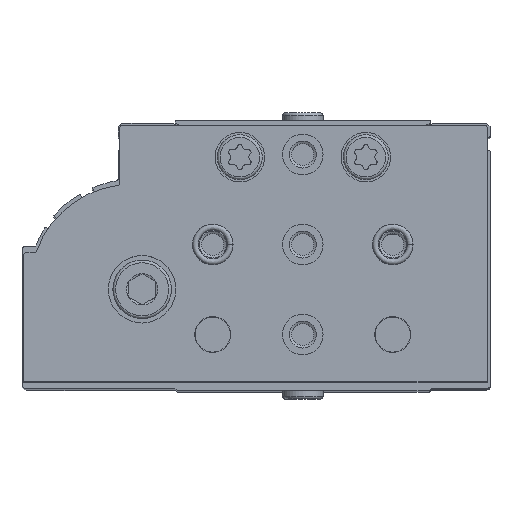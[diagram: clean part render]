
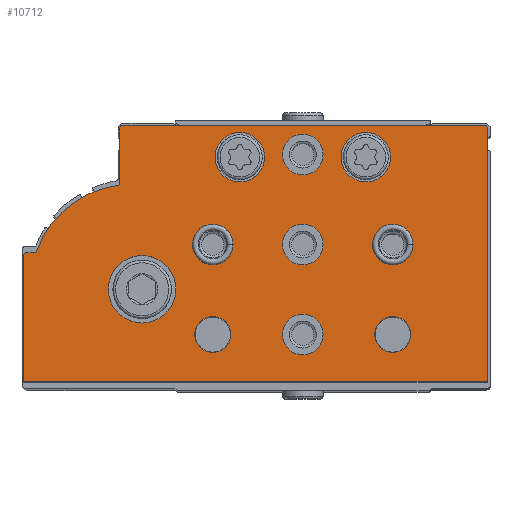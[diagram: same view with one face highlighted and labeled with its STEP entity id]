
A CAD part, top view. The second image highlights one B-rep face of the part: STEP entity #10712.
In plain terms, the highlighted face is planar.
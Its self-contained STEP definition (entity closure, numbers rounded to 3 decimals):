
#1094=LINE('',#17978,#1923);
#1096=LINE('',#17982,#1925);
#1098=LINE('',#17986,#1927);
#1101=LINE('',#17994,#1930);
#1106=LINE('',#18010,#1935);
#1109=LINE('',#18018,#1938);
#1923=VECTOR('',#14524,1000.);
#1925=VECTOR('',#14528,1000.);
#1927=VECTOR('',#14532,1000.);
#1930=VECTOR('',#14541,1000.);
#1935=VECTOR('',#14560,1000.);
#1938=VECTOR('',#14569,1000.);
#4151=ORIENTED_EDGE('',*,*,#6073,.T.);
#4152=ORIENTED_EDGE('',*,*,#6074,.T.);
#4153=ORIENTED_EDGE('',*,*,#6075,.T.);
#4154=ORIENTED_EDGE('',*,*,#6076,.T.);
#4155=ORIENTED_EDGE('',*,*,#6077,.T.);
#4156=ORIENTED_EDGE('',*,*,#6078,.T.);
#4157=ORIENTED_EDGE('',*,*,#6079,.T.);
#4158=ORIENTED_EDGE('',*,*,#6080,.T.);
#4159=ORIENTED_EDGE('',*,*,#6081,.T.);
#4160=ORIENTED_EDGE('',*,*,#6082,.T.);
#4161=ORIENTED_EDGE('',*,*,#6048,.F.);
#4162=ORIENTED_EDGE('',*,*,#6071,.F.);
#4163=ORIENTED_EDGE('',*,*,#6069,.F.);
#4164=ORIENTED_EDGE('',*,*,#6067,.F.);
#4165=ORIENTED_EDGE('',*,*,#6065,.T.);
#4166=ORIENTED_EDGE('',*,*,#6063,.F.);
#4167=ORIENTED_EDGE('',*,*,#6061,.T.);
#4168=ORIENTED_EDGE('',*,*,#6059,.F.);
#4169=ORIENTED_EDGE('',*,*,#6057,.F.);
#4170=ORIENTED_EDGE('',*,*,#6055,.F.);
#4171=ORIENTED_EDGE('',*,*,#6053,.F.);
#4172=ORIENTED_EDGE('',*,*,#6051,.F.);
#6048=EDGE_CURVE('',#7223,#7224,#7870,.T.);
#6051=EDGE_CURVE('',#7224,#7225,#1094,.T.);
#6053=EDGE_CURVE('',#7225,#7226,#1096,.T.);
#6055=EDGE_CURVE('',#7226,#7227,#1098,.T.);
#6057=EDGE_CURVE('',#7227,#7228,#7871,.T.);
#6059=EDGE_CURVE('',#7228,#7229,#1101,.T.);
#6061=EDGE_CURVE('',#7230,#7229,#7872,.T.);
#6063=EDGE_CURVE('',#7230,#7231,#7873,.T.);
#6065=EDGE_CURVE('',#7232,#7231,#7874,.T.);
#6067=EDGE_CURVE('',#7232,#7233,#1106,.T.);
#6069=EDGE_CURVE('',#7233,#7234,#7875,.T.);
#6071=EDGE_CURVE('',#7234,#7223,#1109,.T.);
#6073=EDGE_CURVE('',#7235,#7235,#7876,.T.);
#6074=EDGE_CURVE('',#7236,#7236,#7877,.T.);
#6075=EDGE_CURVE('',#7237,#7237,#7878,.T.);
#6076=EDGE_CURVE('',#7238,#7238,#7879,.T.);
#6077=EDGE_CURVE('',#7239,#7239,#7880,.T.);
#6078=EDGE_CURVE('',#7240,#7240,#7881,.T.);
#6079=EDGE_CURVE('',#7241,#7241,#7882,.T.);
#6080=EDGE_CURVE('',#7242,#7242,#7883,.T.);
#6081=EDGE_CURVE('',#7243,#7243,#7884,.T.);
#6082=EDGE_CURVE('',#7244,#7244,#7885,.T.);
#7223=VERTEX_POINT('',#17973);
#7224=VERTEX_POINT('',#17974);
#7225=VERTEX_POINT('',#17979);
#7226=VERTEX_POINT('',#17983);
#7227=VERTEX_POINT('',#17987);
#7228=VERTEX_POINT('',#17991);
#7229=VERTEX_POINT('',#17995);
#7230=VERTEX_POINT('',#17999);
#7231=VERTEX_POINT('',#18003);
#7232=VERTEX_POINT('',#18007);
#7233=VERTEX_POINT('',#18011);
#7234=VERTEX_POINT('',#18015);
#7235=VERTEX_POINT('',#18022);
#7236=VERTEX_POINT('',#18024);
#7237=VERTEX_POINT('',#18026);
#7238=VERTEX_POINT('',#18028);
#7239=VERTEX_POINT('',#18030);
#7240=VERTEX_POINT('',#18032);
#7241=VERTEX_POINT('',#18034);
#7242=VERTEX_POINT('',#18036);
#7243=VERTEX_POINT('',#18038);
#7244=VERTEX_POINT('',#18040);
#7870=CIRCLE('',#11820,0.5);
#7871=CIRCLE('',#11825,0.5);
#7872=CIRCLE('',#11828,0.5);
#7873=CIRCLE('',#11830,22.5);
#7874=CIRCLE('',#11832,0.5);
#7875=CIRCLE('',#11835,0.5);
#7876=CIRCLE('',#11838,7.5);
#7877=CIRCLE('',#11839,4.5);
#7878=CIRCLE('',#11840,5.5);
#7879=CIRCLE('',#11841,5.5);
#7880=CIRCLE('',#11842,4.5);
#7881=CIRCLE('',#11843,4.5);
#7882=CIRCLE('',#11844,4.5);
#7883=CIRCLE('',#11845,4.);
#7884=CIRCLE('',#11846,4.5);
#7885=CIRCLE('',#11847,4.);
#8667=EDGE_LOOP('',(#4151));
#8668=EDGE_LOOP('',(#4152));
#8669=EDGE_LOOP('',(#4153));
#8670=EDGE_LOOP('',(#4154));
#8671=EDGE_LOOP('',(#4155));
#8672=EDGE_LOOP('',(#4156));
#8673=EDGE_LOOP('',(#4157));
#8674=EDGE_LOOP('',(#4158));
#8675=EDGE_LOOP('',(#4159));
#8676=EDGE_LOOP('',(#4160));
#8677=EDGE_LOOP('',(#4161,#4162,#4163,#4164,#4165,#4166,#4167,#4168,#4169,
#4170,#4171,#4172));
#9607=FACE_BOUND('',#8667,.T.);
#9608=FACE_BOUND('',#8668,.T.);
#9609=FACE_BOUND('',#8669,.T.);
#9610=FACE_BOUND('',#8670,.T.);
#9611=FACE_BOUND('',#8671,.T.);
#9612=FACE_BOUND('',#8672,.T.);
#9613=FACE_BOUND('',#8673,.T.);
#9614=FACE_BOUND('',#8674,.T.);
#9615=FACE_BOUND('',#8675,.T.);
#9616=FACE_BOUND('',#8676,.T.);
#9617=FACE_BOUND('',#8677,.T.);
#10192=PLANE('',#11837);
#10712=ADVANCED_FACE('',(#9607,#9608,#9609,#9610,#9611,#9612,#9613,#9614,
#9615,#9616,#9617),#10192,.F.);
#11820=AXIS2_PLACEMENT_3D('',#17972,#14518,#14519);
#11825=AXIS2_PLACEMENT_3D('',#17990,#14536,#14537);
#11828=AXIS2_PLACEMENT_3D('',#17998,#14545,#14546);
#11830=AXIS2_PLACEMENT_3D('',#18002,#14550,#14551);
#11832=AXIS2_PLACEMENT_3D('',#18006,#14555,#14556);
#11835=AXIS2_PLACEMENT_3D('',#18014,#14564,#14565);
#11837=AXIS2_PLACEMENT_3D('',#18020,#14571,#14572);
#11838=AXIS2_PLACEMENT_3D('',#18021,#14573,#14574);
#11839=AXIS2_PLACEMENT_3D('',#18023,#14575,#14576);
#11840=AXIS2_PLACEMENT_3D('',#18025,#14577,#14578);
#11841=AXIS2_PLACEMENT_3D('',#18027,#14579,#14580);
#11842=AXIS2_PLACEMENT_3D('',#18029,#14581,#14582);
#11843=AXIS2_PLACEMENT_3D('',#18031,#14583,#14584);
#11844=AXIS2_PLACEMENT_3D('',#18033,#14585,#14586);
#11845=AXIS2_PLACEMENT_3D('',#18035,#14587,#14588);
#11846=AXIS2_PLACEMENT_3D('',#18037,#14589,#14590);
#11847=AXIS2_PLACEMENT_3D('',#18039,#14591,#14592);
#14518=DIRECTION('',(0.,0.,1.));
#14519=DIRECTION('',(1.,0.,0.));
#14524=DIRECTION('',(0.,-1.,0.));
#14528=DIRECTION('',(1.,0.,0.));
#14532=DIRECTION('',(0.,1.,0.));
#14536=DIRECTION('',(0.,0.,1.));
#14537=DIRECTION('',(1.,0.,0.));
#14541=DIRECTION('',(-1.,0.,0.));
#14545=DIRECTION('',(0.,0.,1.));
#14546=DIRECTION('',(1.,0.,0.));
#14550=DIRECTION('',(0.,0.,1.));
#14551=DIRECTION('',(1.,0.,0.));
#14555=DIRECTION('',(0.,0.,1.));
#14556=DIRECTION('',(1.,0.,0.));
#14560=DIRECTION('',(0.,1.,0.));
#14564=DIRECTION('',(0.,0.,1.));
#14565=DIRECTION('',(1.,0.,0.));
#14569=DIRECTION('',(-1.,0.,0.));
#14571=DIRECTION('',(0.,0.,1.));
#14572=DIRECTION('',(1.,0.,0.));
#14573=DIRECTION('',(0.,0.,1.));
#14574=DIRECTION('',(1.,0.,0.));
#14575=DIRECTION('',(0.,0.,1.));
#14576=DIRECTION('',(1.,0.,0.));
#14577=DIRECTION('',(0.,0.,1.));
#14578=DIRECTION('',(1.,0.,0.));
#14579=DIRECTION('',(0.,0.,1.));
#14580=DIRECTION('',(1.,0.,0.));
#14581=DIRECTION('',(0.,0.,1.));
#14582=DIRECTION('',(1.,0.,0.));
#14583=DIRECTION('',(0.,0.,1.));
#14584=DIRECTION('',(1.,0.,0.));
#14585=DIRECTION('',(0.,0.,1.));
#14586=DIRECTION('',(1.,0.,0.));
#14587=DIRECTION('',(0.,0.,1.));
#14588=DIRECTION('',(1.,0.,0.));
#14589=DIRECTION('',(0.,0.,1.));
#14590=DIRECTION('',(1.,0.,0.));
#14591=DIRECTION('',(0.,0.,1.));
#14592=DIRECTION('',(1.,0.,0.));
#17972=CARTESIAN_POINT('',(0.5,56.5,0.));
#17973=CARTESIAN_POINT('',(0.5,57.,0.));
#17974=CARTESIAN_POINT('',(0.,56.5,0.));
#17978=CARTESIAN_POINT('',(0.,56.5,0.));
#17979=CARTESIAN_POINT('',(0.,0.,0.));
#17982=CARTESIAN_POINT('',(0.,0.,0.));
#17983=CARTESIAN_POINT('',(103.,0.,0.));
#17986=CARTESIAN_POINT('',(103.,0.,0.));
#17987=CARTESIAN_POINT('',(103.,28.2,0.));
#17990=CARTESIAN_POINT('',(102.5,28.2,0.));
#17991=CARTESIAN_POINT('',(102.5,28.7,0.));
#17994=CARTESIAN_POINT('',(102.5,28.7,0.));
#17995=CARTESIAN_POINT('',(100.637,28.7,0.));
#17998=CARTESIAN_POINT('',(100.637,29.2,0.));
#17999=CARTESIAN_POINT('',(100.167,29.03,0.));
#18002=CARTESIAN_POINT('',(79.,21.4,0.));
#18003=CARTESIAN_POINT('',(82.033,43.695,0.));
#18006=CARTESIAN_POINT('',(82.1,44.19,0.));
#18007=CARTESIAN_POINT('',(81.6,44.19,0.));
#18010=CARTESIAN_POINT('',(81.6,44.19,0.));
#18011=CARTESIAN_POINT('',(81.6,56.5,0.));
#18014=CARTESIAN_POINT('',(81.1,56.5,0.));
#18015=CARTESIAN_POINT('',(81.1,57.,0.));
#18018=CARTESIAN_POINT('',(81.1,57.,0.));
#18020=CARTESIAN_POINT('',(0.5,56.5,0.));
#18021=CARTESIAN_POINT('',(76.65,20.6,0.));
#18022=CARTESIAN_POINT('',(84.15,20.6,0.));
#18023=CARTESIAN_POINT('',(40.95,50.55,0.));
#18024=CARTESIAN_POINT('',(45.45,50.55,0.));
#18025=CARTESIAN_POINT('',(54.95,49.95,0.));
#18026=CARTESIAN_POINT('',(60.45,49.95,0.));
#18027=CARTESIAN_POINT('',(26.95,49.95,0.));
#18028=CARTESIAN_POINT('',(32.45,49.95,0.));
#18029=CARTESIAN_POINT('',(60.95,30.55,0.));
#18030=CARTESIAN_POINT('',(65.45,30.55,0.));
#18031=CARTESIAN_POINT('',(40.95,30.55,0.));
#18032=CARTESIAN_POINT('',(45.45,30.55,0.));
#18033=CARTESIAN_POINT('',(20.95,30.55,0.));
#18034=CARTESIAN_POINT('',(25.45,30.55,0.));
#18035=CARTESIAN_POINT('',(60.95,10.55,0.));
#18036=CARTESIAN_POINT('',(64.95,10.55,0.));
#18037=CARTESIAN_POINT('',(40.95,10.55,0.));
#18038=CARTESIAN_POINT('',(45.45,10.55,0.));
#18039=CARTESIAN_POINT('',(20.95,10.55,0.));
#18040=CARTESIAN_POINT('',(24.95,10.55,0.));
